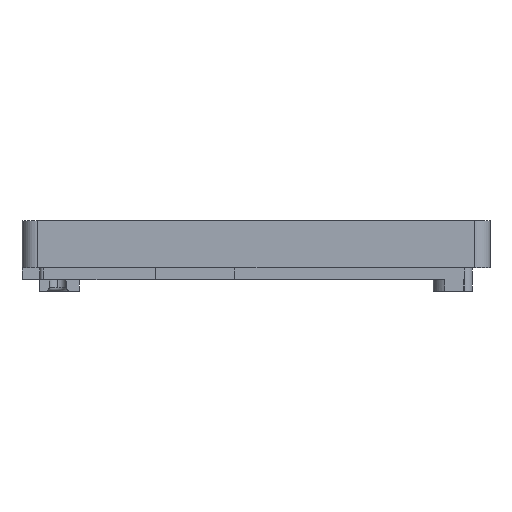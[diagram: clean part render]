
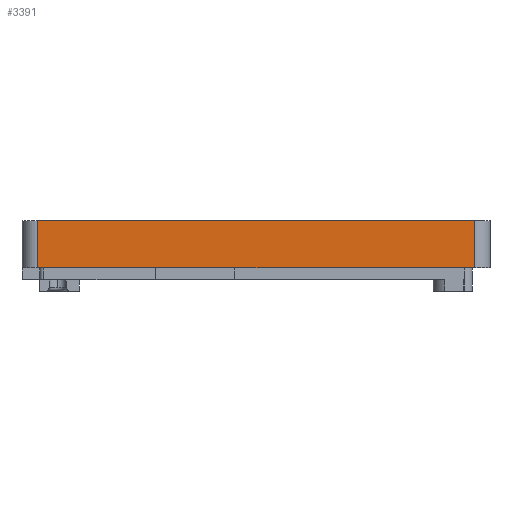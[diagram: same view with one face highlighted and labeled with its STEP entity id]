
A CAD part, left-side view. The second image highlights one B-rep face of the part: STEP entity #3391.
In plain terms, the highlighted planar face has unit normal (-1, 0, 0).
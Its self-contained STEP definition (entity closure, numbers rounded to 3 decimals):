
#107 = CARTESIAN_POINT ( 'NONE',  ( -29.35, 27.75, 7.5 ) ) ;
#160 = VECTOR ( 'NONE', #1045, 1000. ) ;
#433 = ORIENTED_EDGE ( 'NONE', *, *, #2230, .T. ) ;
#482 = VECTOR ( 'NONE', #3393, 1000. ) ;
#595 = FACE_OUTER_BOUND ( 'NONE', #6457, .T. ) ;
#1045 = DIRECTION ( 'NONE',  ( 0., -1., 0. ) ) ;
#1242 = ORIENTED_EDGE ( 'NONE', *, *, #13701, .T. ) ;
#1849 = DIRECTION ( 'NONE',  ( 0., 0., -1. ) ) ;
#2230 = EDGE_CURVE ( 'NONE', #7953, #20701, #4928, .T. ) ;
#2599 = VECTOR ( 'NONE', #1849, 1000. ) ;
#3391 = ADVANCED_FACE ( 'NONE', ( #595 ), #7283, .F. ) ;
#3393 = DIRECTION ( 'NONE',  ( 0., 0., -1. ) ) ;
#3948 = VERTEX_POINT ( 'NONE', #15599 ) ;
#4764 = LINE ( 'NONE', #19630, #5751 ) ;
#4928 = LINE ( 'NONE', #107, #482 ) ;
#5066 = EDGE_CURVE ( 'NONE', #7953, #3948, #11119, .T. ) ;
#5630 = CARTESIAN_POINT ( 'NONE',  ( -29.35, -27.75, 7.5 ) ) ;
#5751 = VECTOR ( 'NONE', #21376, 1000. ) ;
#6457 = EDGE_LOOP ( 'NONE', ( #1242, #10850, #10911, #433 ) ) ;
#7283 = PLANE ( 'NONE',  #21394 ) ;
#7953 = VERTEX_POINT ( 'NONE', #11325 ) ;
#10277 = CARTESIAN_POINT ( 'NONE',  ( -29.35, -27.75, 7.5 ) ) ;
#10590 = CARTESIAN_POINT ( 'NONE',  ( -29.35, 27.75, 1.5 ) ) ;
#10850 = ORIENTED_EDGE ( 'NONE', *, *, #14430, .F. ) ;
#10911 = ORIENTED_EDGE ( 'NONE', *, *, #5066, .F. ) ;
#11119 = LINE ( 'NONE', #12957, #160 ) ;
#11325 = CARTESIAN_POINT ( 'NONE',  ( -29.35, 27.75, 7.5 ) ) ;
#11709 = LINE ( 'NONE', #10277, #2599 ) ;
#12287 = DIRECTION ( 'NONE',  ( 1., 0., 0. ) ) ;
#12324 = CARTESIAN_POINT ( 'NONE',  ( -29.35, -27.75, 1.5 ) ) ;
#12957 = CARTESIAN_POINT ( 'NONE',  ( -29.35, -27.75, 7.5 ) ) ;
#13701 = EDGE_CURVE ( 'NONE', #20701, #19528, #4764, .T. ) ;
#14430 = EDGE_CURVE ( 'NONE', #3948, #19528, #11709, .T. ) ;
#15599 = CARTESIAN_POINT ( 'NONE',  ( -29.35, -27.75, 7.5 ) ) ;
#18964 = DIRECTION ( 'NONE',  ( 0., 0., -1. ) ) ;
#19528 = VERTEX_POINT ( 'NONE', #12324 ) ;
#19630 = CARTESIAN_POINT ( 'NONE',  ( -29.35, 29.75, 1.5 ) ) ;
#20701 = VERTEX_POINT ( 'NONE', #10590 ) ;
#21376 = DIRECTION ( 'NONE',  ( 0., -1., 0. ) ) ;
#21394 = AXIS2_PLACEMENT_3D ( 'NONE', #5630, #12287, #18964 ) ;
